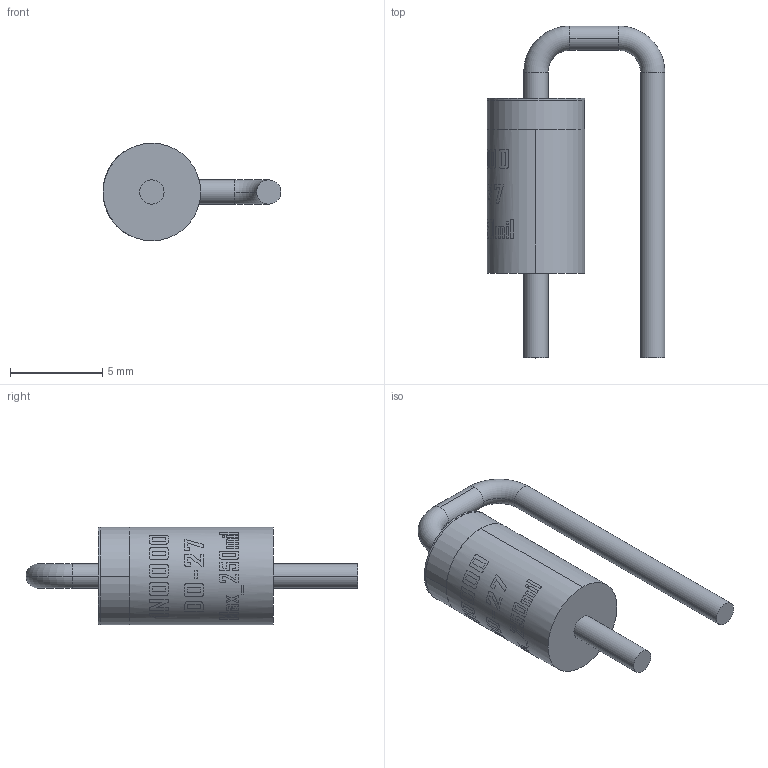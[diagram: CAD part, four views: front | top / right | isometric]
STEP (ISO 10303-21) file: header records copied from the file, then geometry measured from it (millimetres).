
FILE_DESCRIPTION (( 'STEP AP214' ), '1' );
FILE_NAME ('DO-27_Max_250mil_rev1.0.STEP', '2023-03-16T21:38:51', ( '' ), ( '' ), 'SwSTEP 2.0', 'SolidWorks 2020', '' );
FILE_SCHEMA (( 'AUTOMOTIVE_DESIGN' ));
Length unit declared in the file: millimetre
Products named in the file (1): DO-27_Max_250mil_rev1.0
Bounding box: 9.66 x 18.03 x 5.3 mm (x, y, z)
Volume: 250.4 mm3; surface area: 326.9 mm2
Topology: 1 solids, 1 shells, 54 faces, 302 edges, 284 vertices
Faces by surface type: cylinder 44, plane 6, torus 4
Entity records: 4442 total; most frequent: CARTESIAN_POINT 1306, ORIENTED_EDGE 604, DIRECTION 452, EDGE_CURVE 302, VERTEX_POINT 284, AXIS2_PLACEMENT_3D 176, CIRCLE 121, LINE 100
